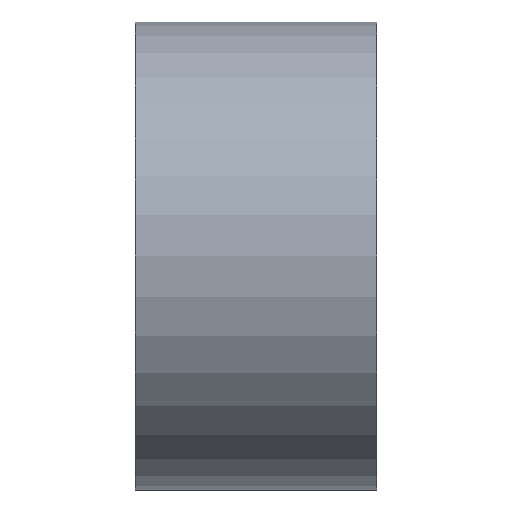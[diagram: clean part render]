
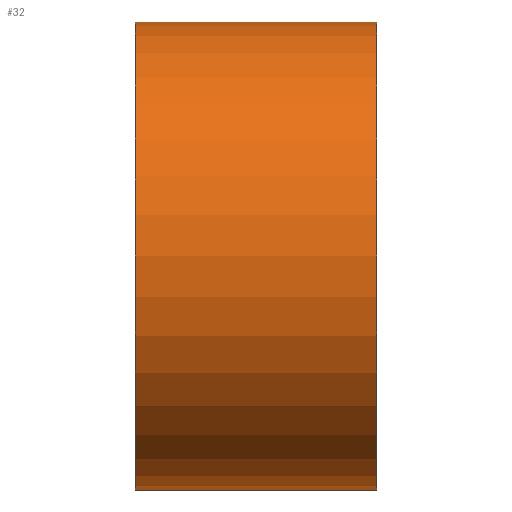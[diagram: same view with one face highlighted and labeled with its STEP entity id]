
A CAD part, left-side view. The second image highlights one B-rep face of the part: STEP entity #32.
In plain terms, the highlighted cylindrical face has radius 16.5 mm (diameter 33 mm), a partial arc.
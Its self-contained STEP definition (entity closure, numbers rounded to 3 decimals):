
#2 = VECTOR ( 'NONE', #109, 1000. ) ;
#5 = CARTESIAN_POINT ( 'NONE',  ( 0., 17., 16.5 ) ) ;
#6 = FACE_OUTER_BOUND ( 'NONE', #98, .T. ) ;
#8 = CARTESIAN_POINT ( 'NONE',  ( 0., 17., -16.5 ) ) ;
#12 = EDGE_CURVE ( 'NONE', #47, #153, #45, .T. ) ;
#16 = AXIS2_PLACEMENT_3D ( 'NONE', #131, #81, #51 ) ;
#18 = CARTESIAN_POINT ( 'NONE',  ( 0., 0., -16.5 ) ) ;
#19 = DIRECTION ( 'NONE',  ( 0., -1., 0. ) ) ;
#22 = VERTEX_POINT ( 'NONE', #18 ) ;
#32 = ADVANCED_FACE ( 'NONE', ( #6 ), #172, .T. ) ;
#33 = CARTESIAN_POINT ( 'NONE',  ( 0., 17., 0. ) ) ;
#36 = DIRECTION ( 'NONE',  ( 0., 1., 0. ) ) ;
#45 = LINE ( 'NONE', #110, #152 ) ;
#47 = VERTEX_POINT ( 'NONE', #5 ) ;
#51 = DIRECTION ( 'NONE',  ( 0., 0., 1. ) ) ;
#81 = DIRECTION ( 'NONE',  ( 0., 1., 0. ) ) ;
#86 = EDGE_CURVE ( 'NONE', #142, #22, #146, .T. ) ;
#96 = DIRECTION ( 'NONE',  ( 0., -1., 0. ) ) ;
#98 = EDGE_LOOP ( 'NONE', ( #123, #107, #167, #106 ) ) ;
#100 = EDGE_CURVE ( 'NONE', #142, #47, #154, .T. ) ;
#103 = CIRCLE ( 'NONE', #16, 16.5 ) ;
#106 = ORIENTED_EDGE ( 'NONE', *, *, #164, .T. ) ;
#107 = ORIENTED_EDGE ( 'NONE', *, *, #100, .F. ) ;
#109 = DIRECTION ( 'NONE',  ( 0., -1., 0. ) ) ;
#110 = CARTESIAN_POINT ( 'NONE',  ( 0., 17., 16.5 ) ) ;
#113 = AXIS2_PLACEMENT_3D ( 'NONE', #33, #36, #159 ) ;
#123 = ORIENTED_EDGE ( 'NONE', *, *, #12, .F. ) ;
#131 = CARTESIAN_POINT ( 'NONE',  ( 0., 0., 0. ) ) ;
#142 = VERTEX_POINT ( 'NONE', #198 ) ;
#146 = LINE ( 'NONE', #8, #2 ) ;
#152 = VECTOR ( 'NONE', #96, 1000. ) ;
#153 = VERTEX_POINT ( 'NONE', #194 ) ;
#154 = CIRCLE ( 'NONE', #113, 16.5 ) ;
#159 = DIRECTION ( 'NONE',  ( 0., 0., 1. ) ) ;
#161 = CARTESIAN_POINT ( 'NONE',  ( 0., 17., 0. ) ) ;
#164 = EDGE_CURVE ( 'NONE', #22, #153, #103, .T. ) ;
#167 = ORIENTED_EDGE ( 'NONE', *, *, #86, .T. ) ;
#172 = CYLINDRICAL_SURFACE ( 'NONE', #182, 16.5 ) ;
#182 = AXIS2_PLACEMENT_3D ( 'NONE', #161, #19, #191 ) ;
#191 = DIRECTION ( 'NONE',  ( 0., 0., -1. ) ) ;
#194 = CARTESIAN_POINT ( 'NONE',  ( 0., 0., 16.5 ) ) ;
#198 = CARTESIAN_POINT ( 'NONE',  ( 0., 17., -16.5 ) ) ;
